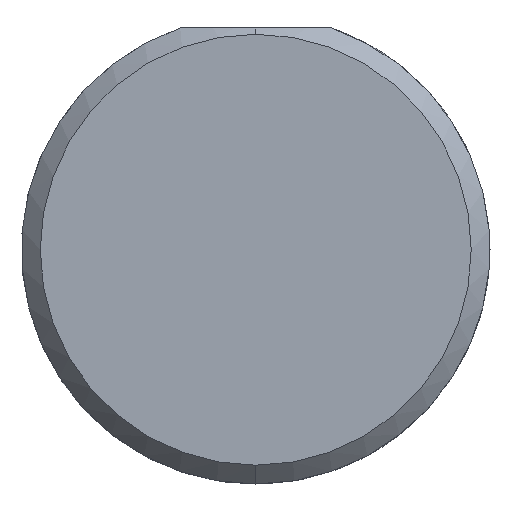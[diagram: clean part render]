
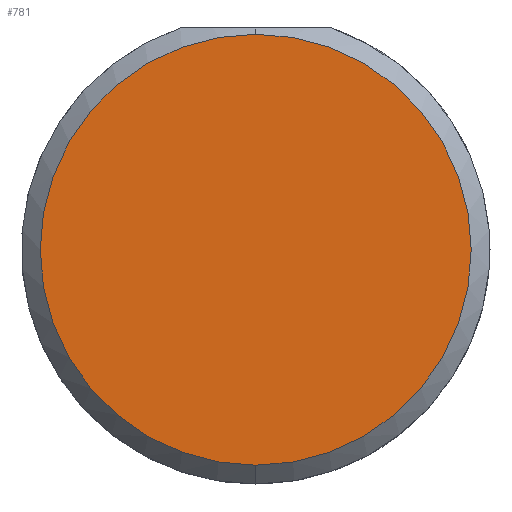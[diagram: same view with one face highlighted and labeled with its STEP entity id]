
A CAD part, left-side view. The second image highlights one B-rep face of the part: STEP entity #781.
In plain terms, the highlighted planar face has unit normal (-1, 0, 0).
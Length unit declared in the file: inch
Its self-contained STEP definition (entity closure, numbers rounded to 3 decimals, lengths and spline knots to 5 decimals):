
#68 = VERTEX_POINT ( 'NONE', #1021 ) ;
#74 = DIRECTION ( 'NONE',  ( 1., 0., 0. ) ) ;
#187 = DIRECTION ( 'NONE',  ( 0., 0., 1. ) ) ;
#215 = AXIS2_PLACEMENT_3D ( 'NONE', #816, #987, #187 ) ;
#283 = ORIENTED_EDGE ( 'NONE', *, *, #863, .T. ) ;
#317 = AXIS2_PLACEMENT_3D ( 'NONE', #797, #74, #393 ) ;
#333 = AXIS2_PLACEMENT_3D ( 'NONE', #905, #510, #734 ) ;
#393 = DIRECTION ( 'NONE',  ( 0., 0., -1. ) ) ;
#438 = ORIENTED_EDGE ( 'NONE', *, *, #899, .T. ) ;
#510 = DIRECTION ( 'NONE',  ( -1., 0., 0. ) ) ;
#608 = VERTEX_POINT ( 'NONE', #786 ) ;
#628 = EDGE_LOOP ( 'NONE', ( #438, #283 ) ) ;
#655 = CIRCLE ( 'NONE', #333, 0.17235 ) ;
#734 = DIRECTION ( 'NONE',  ( 0., 0., 1. ) ) ;
#781 = ADVANCED_FACE ( 'NONE', ( #802 ), #972, .F. ) ;
#786 = CARTESIAN_POINT ( 'NONE',  ( 0., 0., -0.17235 ) ) ;
#797 = CARTESIAN_POINT ( 'NONE',  ( 0., 0., 0. ) ) ;
#802 = FACE_OUTER_BOUND ( 'NONE', #628, .T. ) ;
#816 = CARTESIAN_POINT ( 'NONE',  ( 0., 0., 0. ) ) ;
#863 = EDGE_CURVE ( 'NONE', #68, #608, #964, .T. ) ;
#899 = EDGE_CURVE ( 'NONE', #608, #68, #655, .T. ) ;
#905 = CARTESIAN_POINT ( 'NONE',  ( 0., 0., 0. ) ) ;
#964 = CIRCLE ( 'NONE', #215, 0.17235 ) ;
#972 = PLANE ( 'NONE',  #317 ) ;
#987 = DIRECTION ( 'NONE',  ( -1., 0., 0. ) ) ;
#1021 = CARTESIAN_POINT ( 'NONE',  ( 0., 0., 0.17235 ) ) ;
